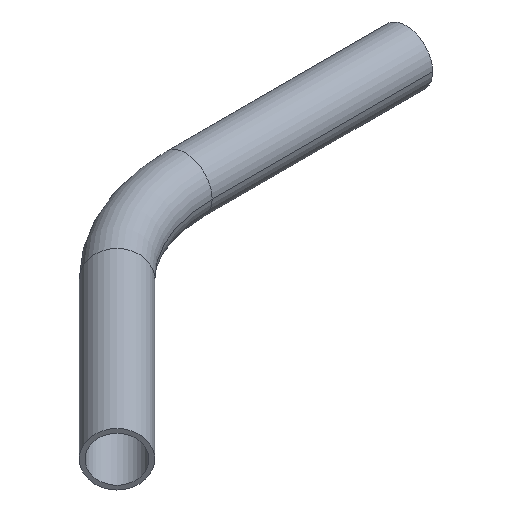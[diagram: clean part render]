
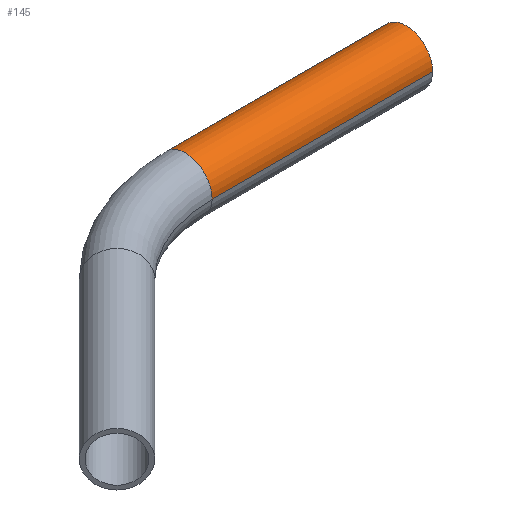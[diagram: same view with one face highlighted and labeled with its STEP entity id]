
A CAD part, isometric view. The second image highlights one B-rep face of the part: STEP entity #145.
In plain terms, the highlighted cylindrical face has radius 24.15 mm (diameter 48.3 mm), a partial arc.
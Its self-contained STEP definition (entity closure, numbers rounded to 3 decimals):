
#9 = EDGE_LOOP ( 'NONE', ( #190, #88, #257, #21 ) ) ;
#21 = ORIENTED_EDGE ( 'NONE', *, *, #353, .F. ) ;
#67 = DIRECTION ( 'NONE',  ( 0., -1., 0. ) ) ;
#81 = VERTEX_POINT ( 'NONE', #282 ) ;
#88 = ORIENTED_EDGE ( 'NONE', *, *, #330, .T. ) ;
#105 = CARTESIAN_POINT ( 'NONE',  ( 447.487, 185.355, 0. ) ) ;
#117 = AXIS2_PLACEMENT_3D ( 'NONE', #163, #429, #182 ) ;
#118 = VERTEX_POINT ( 'NONE', #207 ) ;
#133 = DIRECTION ( 'NONE',  ( -1., 0., 0. ) ) ;
#143 = CYLINDRICAL_SURFACE ( 'NONE', #344, 24.15 ) ;
#145 = ADVANCED_FACE ( 'NONE', ( #172 ), #143, .T. ) ;
#147 = EDGE_CURVE ( 'NONE', #81, #118, #323, .T. ) ;
#148 = VECTOR ( 'NONE', #133, 1000. ) ;
#163 = CARTESIAN_POINT ( 'NONE',  ( 247.487, 185.355, 0. ) ) ;
#164 = VERTEX_POINT ( 'NONE', #350 ) ;
#172 = FACE_OUTER_BOUND ( 'NONE', #9, .T. ) ;
#182 = DIRECTION ( 'NONE',  ( 0., 1., 0. ) ) ;
#190 = ORIENTED_EDGE ( 'NONE', *, *, #147, .F. ) ;
#199 = DIRECTION ( 'NONE',  ( 0., 1., 0. ) ) ;
#207 = CARTESIAN_POINT ( 'NONE',  ( 447.487, 161.205, 0. ) ) ;
#234 = DIRECTION ( 'NONE',  ( -1., 0., 0. ) ) ;
#256 = EDGE_CURVE ( 'NONE', #263, #164, #313, .T. ) ;
#257 = ORIENTED_EDGE ( 'NONE', *, *, #256, .T. ) ;
#258 = CARTESIAN_POINT ( 'NONE',  ( 247.487, 209.505, 0. ) ) ;
#263 = VERTEX_POINT ( 'NONE', #258 ) ;
#268 = LINE ( 'NONE', #303, #148 ) ;
#282 = CARTESIAN_POINT ( 'NONE',  ( 447.487, 209.505, 0. ) ) ;
#303 = CARTESIAN_POINT ( 'NONE',  ( 447.487, 209.505, 0. ) ) ;
#313 = CIRCLE ( 'NONE', #117, 24.15 ) ;
#323 = CIRCLE ( 'NONE', #365, 24.15 ) ;
#330 = EDGE_CURVE ( 'NONE', #81, #263, #268, .T. ) ;
#344 = AXIS2_PLACEMENT_3D ( 'NONE', #453, #234, #67 ) ;
#350 = CARTESIAN_POINT ( 'NONE',  ( 247.487, 161.205, 0. ) ) ;
#353 = EDGE_CURVE ( 'NONE', #118, #164, #382, .T. ) ;
#365 = AXIS2_PLACEMENT_3D ( 'NONE', #105, #384, #199 ) ;
#382 = LINE ( 'NONE', #411, #395 ) ;
#384 = DIRECTION ( 'NONE',  ( 1., 0., 0. ) ) ;
#395 = VECTOR ( 'NONE', #443, 1000. ) ;
#411 = CARTESIAN_POINT ( 'NONE',  ( 447.487, 161.205, 0. ) ) ;
#429 = DIRECTION ( 'NONE',  ( 1., 0., 0. ) ) ;
#443 = DIRECTION ( 'NONE',  ( -1., 0., 0. ) ) ;
#453 = CARTESIAN_POINT ( 'NONE',  ( 447.487, 185.355, 0. ) ) ;
